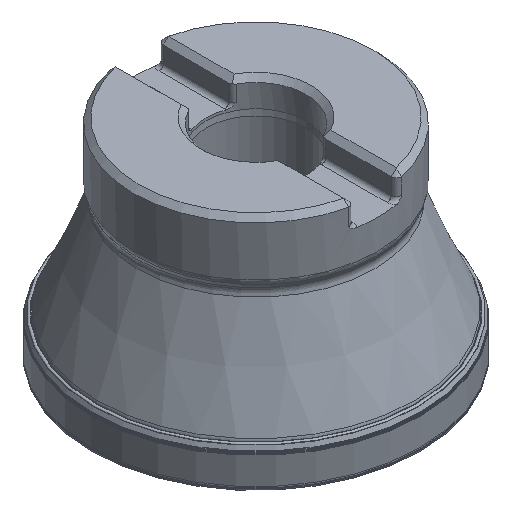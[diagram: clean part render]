
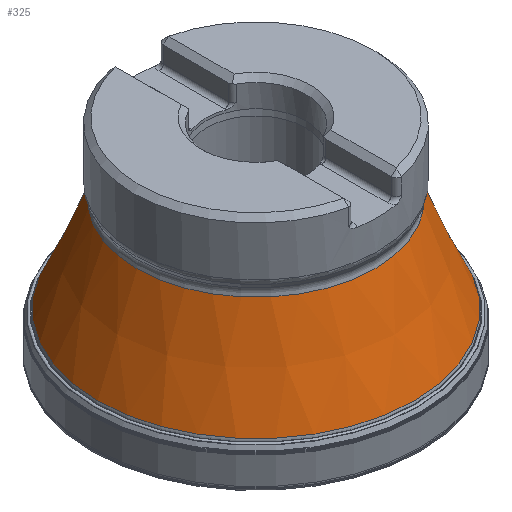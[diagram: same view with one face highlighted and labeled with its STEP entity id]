
A CAD part, isometric view. The second image highlights one B-rep face of the part: STEP entity #325.
In plain terms, the highlighted conical face has half-angle 22.621 degrees and reference radius 22.567 mm.
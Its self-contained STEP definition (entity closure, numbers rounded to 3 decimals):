
#264=CONICAL_SURFACE('',#1752,22.567,22.621);
#325=ADVANCED_FACE('',(#633,#634),#264,.T.);
#633=FACE_BOUND('',#770,.T.);
#634=FACE_BOUND('',#771,.T.);
#770=EDGE_LOOP('',(#967));
#771=EDGE_LOOP('',(#968));
#967=ORIENTED_EDGE('',*,*,#1450,.T.);
#968=ORIENTED_EDGE('',*,*,#1451,.T.);
#1307=VERTEX_POINT('',#2861);
#1308=VERTEX_POINT('',#2863);
#1450=EDGE_CURVE('',#1307,#1307,#1632,.T.);
#1451=EDGE_CURVE('',#1308,#1308,#1633,.T.);
#1632=CIRCLE('',#1750,22.907);
#1633=CIRCLE('',#1751,30.496);
#1750=AXIS2_PLACEMENT_3D('',#2860,#2049,#2050);
#1751=AXIS2_PLACEMENT_3D('',#2862,#2051,#2052);
#1752=AXIS2_PLACEMENT_3D('',#2864,#2053,#2054);
#2049=DIRECTION('',(0.,0.,-1.));
#2050=DIRECTION('',(-1.,0.,0.));
#2051=DIRECTION('',(0.,0.,1.));
#2052=DIRECTION('',(1.,0.,0.));
#2053=DIRECTION('',(0.,0.,-1.));
#2054=DIRECTION('',(-1.,0.,0.));
#2860=CARTESIAN_POINT('',(0.,0.,-13.815));
#2861=CARTESIAN_POINT('',(-22.907,0.,-13.815));
#2862=CARTESIAN_POINT('',(0.,0.,-32.028));
#2863=CARTESIAN_POINT('',(30.496,0.,-32.028));
#2864=CARTESIAN_POINT('',(0.,0.,-13.));
